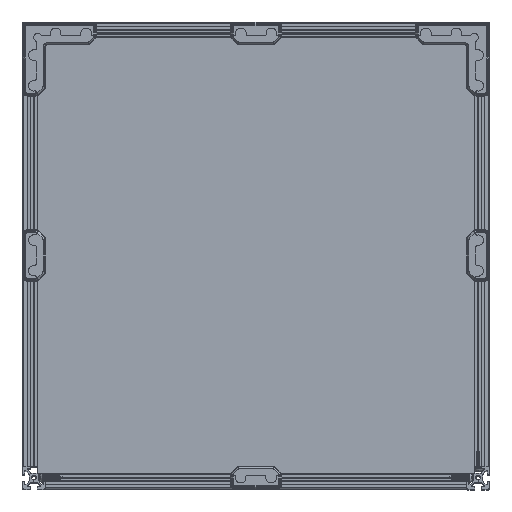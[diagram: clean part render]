
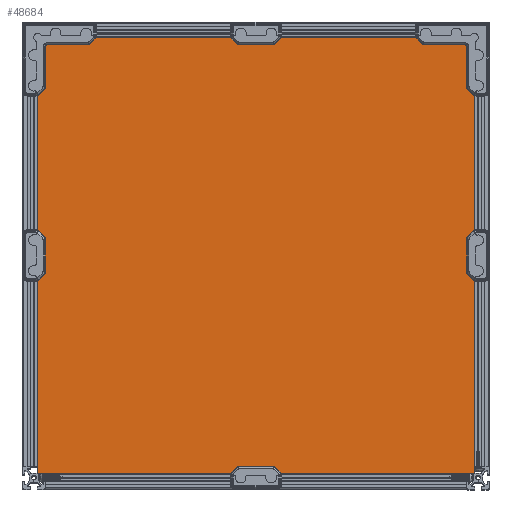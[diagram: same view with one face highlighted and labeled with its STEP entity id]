
A CAD part, top view. The second image highlights one B-rep face of the part: STEP entity #48684.
In plain terms, the highlighted face is planar.
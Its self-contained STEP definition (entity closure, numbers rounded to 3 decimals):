
#3922=FACE_OUTER_BOUND('',#6652,.T.);
#6652=EDGE_LOOP('',(#39623,#39624,#39625,#39626));
#12595=LINE('',#95545,#17251);
#12598=LINE('',#95551,#17254);
#12601=LINE('',#95557,#17257);
#12604=LINE('',#95561,#17260);
#17251=VECTOR('',#62579,10.);
#17254=VECTOR('',#62584,10.);
#17257=VECTOR('',#62589,10.);
#17260=VECTOR('',#62594,10.);
#21791=VERTEX_POINT('',#95542);
#21792=VERTEX_POINT('',#95544);
#21794=VERTEX_POINT('',#95550);
#21796=VERTEX_POINT('',#95556);
#27986=EDGE_CURVE('',#21792,#21791,#12595,.F.);
#27989=EDGE_CURVE('',#21794,#21792,#12598,.F.);
#27992=EDGE_CURVE('',#21796,#21794,#12601,.F.);
#27995=EDGE_CURVE('',#21791,#21796,#12604,.F.);
#39623=ORIENTED_EDGE('',*,*,#27995,.T.);
#39624=ORIENTED_EDGE('',*,*,#27992,.T.);
#39625=ORIENTED_EDGE('',*,*,#27989,.T.);
#39626=ORIENTED_EDGE('',*,*,#27986,.T.);
#46695=PLANE('',#52524);
#48684=ADVANCED_FACE('',(#3922),#46695,.T.);
#52524=AXIS2_PLACEMENT_3D('',#95562,#62595,#62596);
#62579=DIRECTION('',(0.,0.,1.));
#62584=DIRECTION('',(0.,1.,0.));
#62589=DIRECTION('',(0.,0.,-1.));
#62594=DIRECTION('',(0.,-1.,0.));
#62595=DIRECTION('center_axis',(1.,0.,0.));
#62596=DIRECTION('ref_axis',(0.,0.,-1.));
#95542=CARTESIAN_POINT('',(335.,-24.5,-44.596));
#95544=CARTESIAN_POINT('',(335.,-24.5,338.404));
#95545=CARTESIAN_POINT('',(335.,-24.5,257.904));
#95550=CARTESIAN_POINT('',(335.,358.5,338.404));
#95551=CARTESIAN_POINT('',(335.,263.,338.404));
#95556=CARTESIAN_POINT('',(335.,358.5,-44.596));
#95557=CARTESIAN_POINT('',(335.,358.5,55.904));
#95561=CARTESIAN_POINT('',(335.,71.,-44.596));
#95562=CARTESIAN_POINT('Origin',(335.,167.,156.904));
